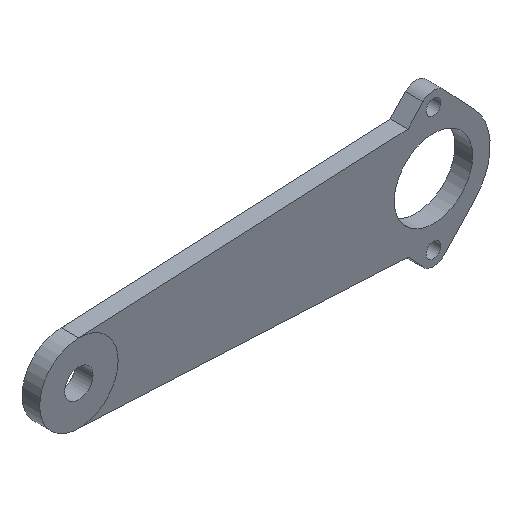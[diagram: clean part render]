
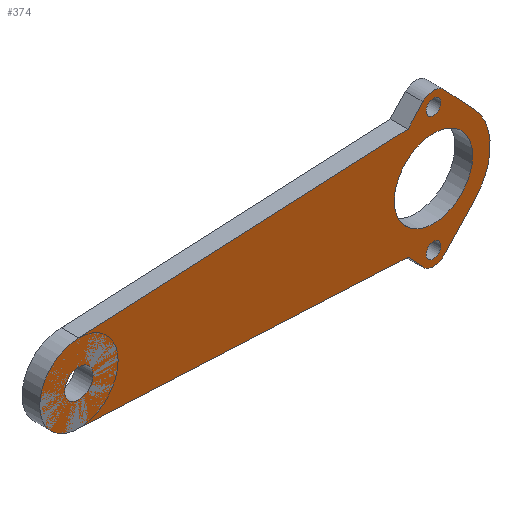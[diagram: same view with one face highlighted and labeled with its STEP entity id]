
A CAD part, isometric view. The second image highlights one B-rep face of the part: STEP entity #374.
In plain terms, the highlighted planar face has unit normal (0, -1, 0).
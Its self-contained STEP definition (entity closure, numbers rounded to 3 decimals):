
#21=FACE_BOUND('',#77,.T.);
#22=FACE_BOUND('',#78,.T.);
#23=FACE_BOUND('',#79,.T.);
#24=FACE_BOUND('',#80,.T.);
#34=PLANE('',#425);
#52=FACE_OUTER_BOUND('',#76,.T.);
#76=EDGE_LOOP('',(#319,#320,#321,#322,#323,#324,#325,#326,#327,#328));
#77=EDGE_LOOP('',(#329));
#78=EDGE_LOOP('',(#330));
#79=EDGE_LOOP('',(#331));
#80=EDGE_LOOP('',(#332));
#91=LINE('',#578,#119);
#95=LINE('',#586,#123);
#99=LINE('',#598,#127);
#103=LINE('',#610,#131);
#107=LINE('',#622,#135);
#110=LINE('',#628,#138);
#119=VECTOR('',#468,10.);
#123=VECTOR('',#474,10.);
#127=VECTOR('',#486,10.);
#131=VECTOR('',#498,10.);
#135=VECTOR('',#510,10.);
#138=VECTOR('',#515,10.);
#143=CIRCLE('',#395,4.);
#146=CIRCLE('',#399,11.05);
#148=CIRCLE('',#402,2.1);
#150=CIRCLE('',#405,2.1);
#151=CIRCLE('',#409,4.);
#153=CIRCLE('',#413,16.);
#155=CIRCLE('',#417,4.);
#157=CIRCLE('',#422,11.05);
#165=VERTEX_POINT('',#552);
#168=VERTEX_POINT('',#560);
#170=VERTEX_POINT('',#566);
#172=VERTEX_POINT('',#572);
#173=VERTEX_POINT('',#576);
#174=VERTEX_POINT('',#577);
#177=VERTEX_POINT('',#585);
#179=VERTEX_POINT('',#591);
#181=VERTEX_POINT('',#597);
#183=VERTEX_POINT('',#603);
#185=VERTEX_POINT('',#609);
#187=VERTEX_POINT('',#615);
#189=VERTEX_POINT('',#621);
#191=VERTEX_POINT('',#627);
#199=EDGE_CURVE('',#165,#165,#143,.T.);
#204=EDGE_CURVE('',#168,#168,#146,.T.);
#207=EDGE_CURVE('',#170,#170,#148,.T.);
#210=EDGE_CURVE('',#172,#172,#150,.T.);
#211=EDGE_CURVE('',#173,#174,#91,.T.);
#215=EDGE_CURVE('',#174,#177,#95,.T.);
#218=EDGE_CURVE('',#179,#177,#151,.T.);
#221=EDGE_CURVE('',#181,#179,#99,.T.);
#224=EDGE_CURVE('',#183,#181,#153,.T.);
#227=EDGE_CURVE('',#183,#185,#103,.T.);
#230=EDGE_CURVE('',#187,#185,#155,.T.);
#233=EDGE_CURVE('',#189,#187,#107,.T.);
#236=EDGE_CURVE('',#191,#189,#110,.T.);
#239=EDGE_CURVE('',#173,#191,#157,.T.);
#319=ORIENTED_EDGE('',*,*,#239,.F.);
#320=ORIENTED_EDGE('',*,*,#211,.T.);
#321=ORIENTED_EDGE('',*,*,#215,.T.);
#322=ORIENTED_EDGE('',*,*,#218,.F.);
#323=ORIENTED_EDGE('',*,*,#221,.F.);
#324=ORIENTED_EDGE('',*,*,#224,.F.);
#325=ORIENTED_EDGE('',*,*,#227,.T.);
#326=ORIENTED_EDGE('',*,*,#230,.F.);
#327=ORIENTED_EDGE('',*,*,#233,.F.);
#328=ORIENTED_EDGE('',*,*,#236,.F.);
#329=ORIENTED_EDGE('',*,*,#199,.T.);
#330=ORIENTED_EDGE('',*,*,#210,.F.);
#331=ORIENTED_EDGE('',*,*,#207,.F.);
#332=ORIENTED_EDGE('',*,*,#204,.F.);
#374=ADVANCED_FACE('',(#52,#21,#22,#23,#24),#34,.F.);
#395=AXIS2_PLACEMENT_3D('',#553,#440,#441);
#399=AXIS2_PLACEMENT_3D('',#562,#450,#451);
#402=AXIS2_PLACEMENT_3D('',#568,#457,#458);
#405=AXIS2_PLACEMENT_3D('',#574,#464,#465);
#409=AXIS2_PLACEMENT_3D('',#592,#479,#480);
#413=AXIS2_PLACEMENT_3D('',#604,#491,#492);
#417=AXIS2_PLACEMENT_3D('',#616,#503,#504);
#422=AXIS2_PLACEMENT_3D('',#633,#520,#521);
#425=AXIS2_PLACEMENT_3D('',#636,#526,#527);
#440=DIRECTION('center_axis',(0.,1.,0.));
#441=DIRECTION('ref_axis',(1.,0.,0.));
#450=DIRECTION('center_axis',(0.,-1.,0.));
#451=DIRECTION('ref_axis',(1.,0.,0.));
#457=DIRECTION('center_axis',(0.,-1.,0.));
#458=DIRECTION('ref_axis',(1.,0.,0.));
#464=DIRECTION('center_axis',(0.,-1.,0.));
#465=DIRECTION('ref_axis',(1.,0.,0.));
#468=DIRECTION('',(0.999,0.,-0.05));
#474=DIRECTION('',(0.682,0.,-0.731));
#479=DIRECTION('center_axis',(0.,1.,0.));
#480=DIRECTION('ref_axis',(1.,0.,0.));
#486=DIRECTION('',(-0.686,0.,-0.728));
#491=DIRECTION('center_axis',(0.,1.,0.));
#492=DIRECTION('ref_axis',(0.722,0.,0.692));
#498=DIRECTION('',(-0.686,0.,0.728));
#503=DIRECTION('center_axis',(0.,1.,0.));
#504=DIRECTION('ref_axis',(1.,0.,0.));
#510=DIRECTION('',(0.682,0.,0.731));
#515=DIRECTION('',(0.999,0.,0.05));
#520=DIRECTION('center_axis',(0.,1.,0.));
#521=DIRECTION('ref_axis',(1.,0.,0.));
#526=DIRECTION('center_axis',(0.,1.,0.));
#527=DIRECTION('ref_axis',(1.,0.,0.));
#552=CARTESIAN_POINT('',(-104.,0.,0.));
#553=CARTESIAN_POINT('Origin',(-100.,0.,0.));
#560=CARTESIAN_POINT('',(-11.05,0.,0.));
#562=CARTESIAN_POINT('Origin',(0.,0.,0.));
#566=CARTESIAN_POINT('',(-2.1,0.,17.5));
#568=CARTESIAN_POINT('Origin',(0.,0.,17.5));
#572=CARTESIAN_POINT('',(-2.1,0.,-17.5));
#574=CARTESIAN_POINT('Origin',(0.,0.,-17.5));
#576=CARTESIAN_POINT('',(-100.,0.,-11.05));
#577=CARTESIAN_POINT('',(-7.184,0.,-15.663));
#578=CARTESIAN_POINT('',(-100.,0.,-11.05));
#585=CARTESIAN_POINT('',(-2.925,0.,-20.228));
#586=CARTESIAN_POINT('',(-7.184,0.,-15.663));
#591=CARTESIAN_POINT('',(2.912,0.,-20.243));
#592=CARTESIAN_POINT('Origin',(0.,0.,-17.5));
#597=CARTESIAN_POINT('',(11.545,0.,-11.077));
#598=CARTESIAN_POINT('',(11.545,0.,-11.077));
#603=CARTESIAN_POINT('',(11.545,0.,11.077));
#604=CARTESIAN_POINT('Origin',(0.,0.,0.));
#609=CARTESIAN_POINT('',(2.912,0.,20.243));
#610=CARTESIAN_POINT('',(11.545,0.,11.077));
#615=CARTESIAN_POINT('',(-2.925,0.,20.228));
#616=CARTESIAN_POINT('Origin',(0.,0.,17.5));
#621=CARTESIAN_POINT('',(-7.184,0.,15.663));
#622=CARTESIAN_POINT('',(-7.184,0.,15.663));
#627=CARTESIAN_POINT('',(-100.,0.,11.05));
#628=CARTESIAN_POINT('',(-100.,0.,11.05));
#633=CARTESIAN_POINT('Origin',(-100.,0.,0.));
#636=CARTESIAN_POINT('Origin',(-47.525,0.,0.));
